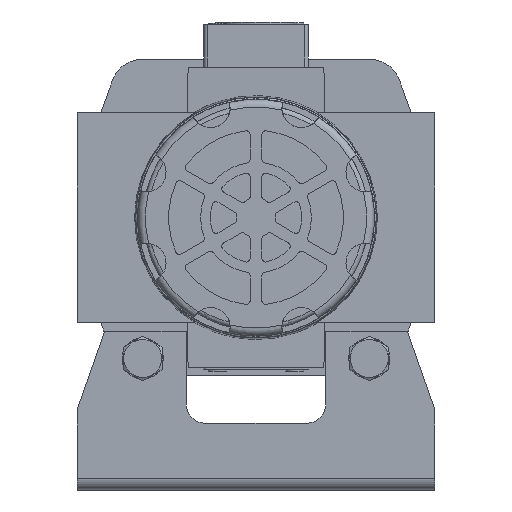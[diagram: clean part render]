
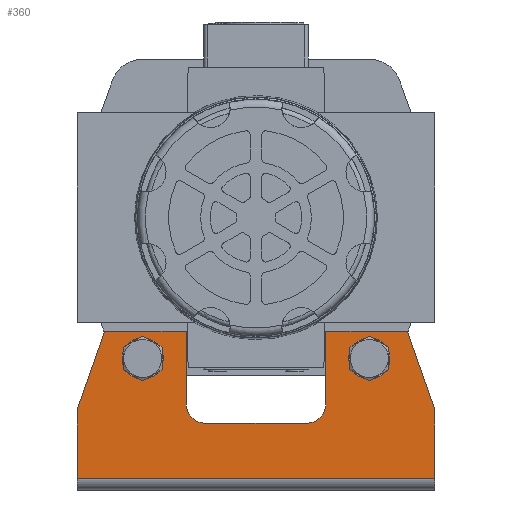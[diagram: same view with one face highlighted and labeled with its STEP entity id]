
A CAD part, front view. The second image highlights one B-rep face of the part: STEP entity #360.
In plain terms, the highlighted planar face has unit normal (0, -1, 0).
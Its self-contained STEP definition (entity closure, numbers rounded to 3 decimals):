
#360 = ADVANCED_FACE( '', ( #1120, #1121, #1122 ), #1123, .F. );
#1120 = FACE_BOUND( '', #2199, .T. );
#1121 = FACE_BOUND( '', #2200, .T. );
#1122 = FACE_OUTER_BOUND( '', #2201, .T. );
#1123 = PLANE( '', #2202 );
#2199 = EDGE_LOOP( '', ( #4543 ) );
#2200 = EDGE_LOOP( '', ( #4544 ) );
#2201 = EDGE_LOOP( '', ( #4545, #4546, #4547, #4548, #4549, #4550, #4551, #4552, #4553, #4554, #4555, #4556 ) );
#2202 = AXIS2_PLACEMENT_3D( '', #4557, #4558, #4559 );
#4543 = ORIENTED_EDGE( '', *, *, #7570, .F. );
#4544 = ORIENTED_EDGE( '', *, *, #7523, .F. );
#4545 = ORIENTED_EDGE( '', *, *, #7569, .F. );
#4546 = ORIENTED_EDGE( '', *, *, #7571, .F. );
#4547 = ORIENTED_EDGE( '', *, *, #7572, .F. );
#4548 = ORIENTED_EDGE( '', *, *, #7573, .F. );
#4549 = ORIENTED_EDGE( '', *, *, #7574, .F. );
#4550 = ORIENTED_EDGE( '', *, *, #7575, .T. );
#4551 = ORIENTED_EDGE( '', *, *, #7576, .F. );
#4552 = ORIENTED_EDGE( '', *, *, #7577, .T. );
#4553 = ORIENTED_EDGE( '', *, *, #7578, .F. );
#4554 = ORIENTED_EDGE( '', *, *, #7579, .F. );
#4555 = ORIENTED_EDGE( '', *, *, #7580, .F. );
#4556 = ORIENTED_EDGE( '', *, *, #7581, .F. );
#4557 = CARTESIAN_POINT( '', ( -13., 14.5, -48. ) );
#4558 = DIRECTION( '', ( 0., 1., 0. ) );
#4559 = DIRECTION( '', ( 0., 0., 1. ) );
#7523 = EDGE_CURVE( '', #9318, #9318, #9319, .F. );
#7569 = EDGE_CURVE( '', #9395, #9393, #9397, .T. );
#7570 = EDGE_CURVE( '', #9398, #9398, #9399, .F. );
#7571 = EDGE_CURVE( '', #9400, #9395, #9401, .T. );
#7572 = EDGE_CURVE( '', #9402, #9400, #9403, .T. );
#7573 = EDGE_CURVE( '', #9404, #9402, #9405, .T. );
#7574 = EDGE_CURVE( '', #9406, #9404, #9407, .T. );
#7575 = EDGE_CURVE( '', #9406, #9408, #9409, .T. );
#7576 = EDGE_CURVE( '', #9410, #9408, #9411, .T. );
#7577 = EDGE_CURVE( '', #9410, #9412, #9413, .T. );
#7578 = EDGE_CURVE( '', #9414, #9412, #9415, .T. );
#7579 = EDGE_CURVE( '', #9416, #9414, #9417, .T. );
#7580 = EDGE_CURVE( '', #9418, #9416, #9419, .T. );
#7581 = EDGE_CURVE( '', #9393, #9418, #9420, .T. );
#9318 = VERTEX_POINT( '', #12474 );
#9319 = CIRCLE( '', #12475, 5.3 );
#9393 = VERTEX_POINT( '', #12582 );
#9395 = VERTEX_POINT( '', #12584 );
#9397 = LINE( '', #12586, #12587 );
#9398 = VERTEX_POINT( '', #12588 );
#9399 = CIRCLE( '', #12589, 5.3 );
#9400 = VERTEX_POINT( '', #12590 );
#9401 = LINE( '', #12591, #12592 );
#9402 = VERTEX_POINT( '', #12593 );
#9403 = LINE( '', #12594, #12595 );
#9404 = VERTEX_POINT( '', #12596 );
#9405 = LINE( '', #12597, #12598 );
#9406 = VERTEX_POINT( '', #12599 );
#9407 = LINE( '', #12600, #12601 );
#9408 = VERTEX_POINT( '', #12602 );
#9409 = CIRCLE( '', #12603, 5. );
#9410 = VERTEX_POINT( '', #12604 );
#9411 = LINE( '', #12605, #12606 );
#9412 = VERTEX_POINT( '', #12607 );
#9413 = CIRCLE( '', #12608, 5. );
#9414 = VERTEX_POINT( '', #12609 );
#9415 = LINE( '', #12610, #12611 );
#9416 = VERTEX_POINT( '', #12612 );
#9417 = LINE( '', #12613, #12614 );
#9418 = VERTEX_POINT( '', #12615 );
#9419 = LINE( '', #12616, #12617 );
#9420 = LINE( '', #12618, #12619 );
#12474 = CARTESIAN_POINT( '', ( 29.2, 14.5, -31. ) );
#12475 = AXIS2_PLACEMENT_3D( '', #15245, #15246, #15247 );
#12582 = CARTESIAN_POINT( '', ( -46., 14.5, -67.2 ) );
#12584 = CARTESIAN_POINT( '', ( 46., 14.5, -67.2 ) );
#12586 = CARTESIAN_POINT( '', ( 46., 14.5, -67.2 ) );
#12587 = VECTOR( '', #15317, 1000. );
#12588 = CARTESIAN_POINT( '', ( -29.2, 14.5, -31. ) );
#12589 = AXIS2_PLACEMENT_3D( '', #15318, #15319, #15320 );
#12590 = CARTESIAN_POINT( '', ( 46., 14.5, -49.3 ) );
#12591 = CARTESIAN_POINT( '', ( 46., 14.5, -49.3 ) );
#12592 = VECTOR( '', #15321, 1000. );
#12593 = CARTESIAN_POINT( '', ( 39., 14.5, -29.3 ) );
#12594 = CARTESIAN_POINT( '', ( 39., 14.5, -29.3 ) );
#12595 = VECTOR( '', #15322, 1000. );
#12596 = CARTESIAN_POINT( '', ( 18., 14.5, -29.3 ) );
#12597 = CARTESIAN_POINT( '', ( 18., 14.5, -29.3 ) );
#12598 = VECTOR( '', #15323, 1000. );
#12599 = CARTESIAN_POINT( '', ( 18., 14.5, -48. ) );
#12600 = CARTESIAN_POINT( '', ( 18., 14.5, -48. ) );
#12601 = VECTOR( '', #15324, 1000. );
#12602 = CARTESIAN_POINT( '', ( 13., 14.5, -53. ) );
#12603 = AXIS2_PLACEMENT_3D( '', #15325, #15326, #15327 );
#12604 = CARTESIAN_POINT( '', ( -13., 14.5, -53. ) );
#12605 = CARTESIAN_POINT( '', ( -13., 14.5, -53. ) );
#12606 = VECTOR( '', #15328, 1000. );
#12607 = CARTESIAN_POINT( '', ( -18., 14.5, -48. ) );
#12608 = AXIS2_PLACEMENT_3D( '', #15329, #15330, #15331 );
#12609 = CARTESIAN_POINT( '', ( -18., 14.5, -29.3 ) );
#12610 = CARTESIAN_POINT( '', ( -18., 14.5, -29.3 ) );
#12611 = VECTOR( '', #15332, 1000. );
#12612 = CARTESIAN_POINT( '', ( -39., 14.5, -29.3 ) );
#12613 = CARTESIAN_POINT( '', ( -39., 14.5, -29.3 ) );
#12614 = VECTOR( '', #15333, 1000. );
#12615 = CARTESIAN_POINT( '', ( -46., 14.5, -49.3 ) );
#12616 = CARTESIAN_POINT( '', ( -46., 14.5, -49.3 ) );
#12617 = VECTOR( '', #15334, 1000. );
#12618 = CARTESIAN_POINT( '', ( -46., 14.5, -65.2 ) );
#12619 = VECTOR( '', #15335, 1000. );
#15245 = CARTESIAN_POINT( '', ( 29.2, 14.5, -36.3 ) );
#15246 = DIRECTION( '', ( 0., 1., 0. ) );
#15247 = DIRECTION( '', ( 0., 0., 1. ) );
#15317 = DIRECTION( '', ( -1., 0., 0. ) );
#15318 = CARTESIAN_POINT( '', ( -29.2, 14.5, -36.3 ) );
#15319 = DIRECTION( '', ( 0., 1., 0. ) );
#15320 = DIRECTION( '', ( 0., 0., 1. ) );
#15321 = DIRECTION( '', ( 0., 0., -1. ) );
#15322 = DIRECTION( '', ( 0.33, 0., -0.944 ) );
#15323 = DIRECTION( '', ( 1., 0., 0. ) );
#15324 = DIRECTION( '', ( 0., 0., 1. ) );
#15325 = CARTESIAN_POINT( '', ( 13., 14.5, -48. ) );
#15326 = DIRECTION( '', ( 0., 1., 0. ) );
#15327 = DIRECTION( '', ( 1., 0., 0. ) );
#15328 = DIRECTION( '', ( 1., 0., 0. ) );
#15329 = CARTESIAN_POINT( '', ( -13., 14.5, -48. ) );
#15330 = DIRECTION( '', ( 0., 1., 0. ) );
#15331 = DIRECTION( '', ( 1., 0., 0. ) );
#15332 = DIRECTION( '', ( 0., 0., -1. ) );
#15333 = DIRECTION( '', ( 1., 0., 0. ) );
#15334 = DIRECTION( '', ( 0.33, 0., 0.944 ) );
#15335 = DIRECTION( '', ( 0., 0., 1. ) );
